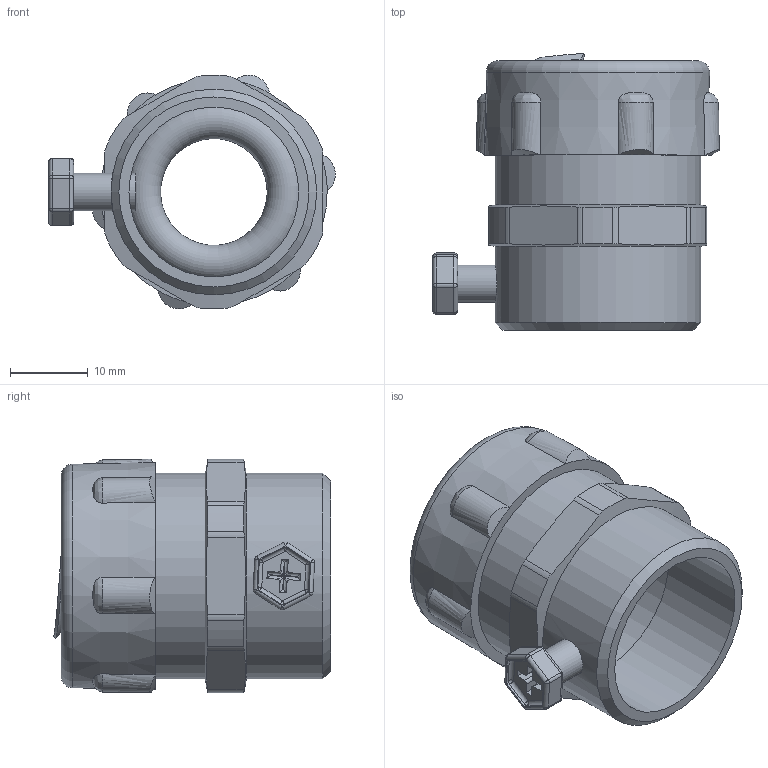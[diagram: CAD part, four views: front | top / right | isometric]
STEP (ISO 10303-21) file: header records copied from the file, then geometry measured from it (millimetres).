
FILE_DESCRIPTION(/* description */ (''),/* implementation_level */ '2;1');
FILE_NAME(/* name */ 'МТ-15.stp',/* time_stamp */ '2021-06-07T16:23:20+07:00',/* author */ ('zeta-09'),/* organization */ (''),/* preprocessor_version */ 'ST-DEVELOPER v18.1',/* originating_system */ 'Autodesk Inventor 2021',/* authorisation */ '');
FILE_SCHEMA (('AUTOMOTIVE_DESIGN { 1 0 10303 214 3 1 1 }'));
Length unit declared in the file: millimetre
Products named in the file (1): МТ-15
Bounding box: 36.78 x 35.57 x 30 mm (x, y, z)
Volume: 7795.8 mm3; surface area: 11927.3 mm2
Topology: 10 solids, 10 shells, 204 faces, 508 edges, 326 vertices
Faces by surface type: cylinder 81, plane 50, bspline 34, sphere 18, cone 16, torus 5
Full cylindrical faces by diameter (mm): 4.8 x1, 5 x1, 13.7 x1, 14.5 x1, 20.6 x1, 21.8 x1, 22.1 x1, 22.4 x1, 22.5 x1, 22.9 x1, 23.1 x1, 24.6 x1, 25.5 x1, 26.4 x2
Entity records: 7488 total; most frequent: CARTESIAN_POINT 2414, ORIENTED_EDGE 1018, DIRECTION 985, EDGE_CURVE 509, AXIS2_PLACEMENT_3D 397, VERTEX_POINT 331, EDGE_LOOP 218, STYLED_ITEM 214
